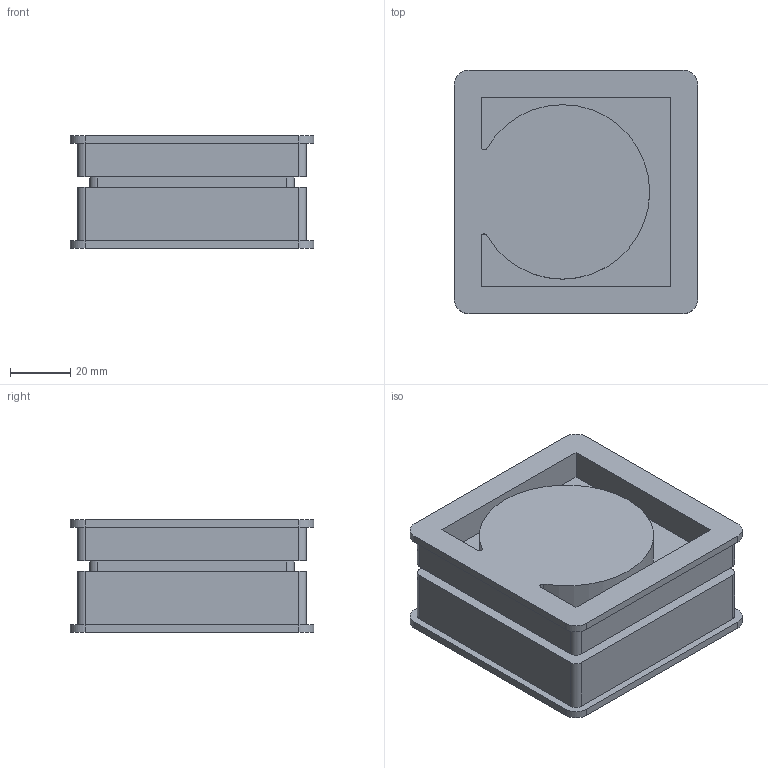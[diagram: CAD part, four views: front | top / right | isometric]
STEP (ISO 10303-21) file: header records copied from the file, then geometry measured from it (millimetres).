
FILE_DESCRIPTION(('STEP AP242'),'1');
FILE_NAME('42371.stp','2020-06-03T13:00:37',('TraceParts'),('TraceParts S.A.'),'Spatial InterOp 3D',' ',' ');
FILE_SCHEMA(('AP242_MANAGED_MODEL_BASED_3D_ENGINEERING_MIM_LF {1 0 10303 442 1 1 4}'));
Length unit declared in the file: millimetre
Products named in the file (1): 42371
Bounding box: 81 x 81 x 37.5 mm (x, y, z)
Volume: 128662.8 mm3; surface area: 37187.6 mm2
Topology: 1 solids, 1 shells, 64 faces, 165 edges, 110 vertices
Faces by surface type: plane 38, cylinder 26
Entity records: 2498 total; most frequent: DIRECTION 347, CARTESIAN_POINT 340, ORIENTED_EDGE 330, EDGE_CURVE 165, AXIS2_PLACEMENT_3D 117, LINE 113, VECTOR 113, VERTEX_POINT 110
